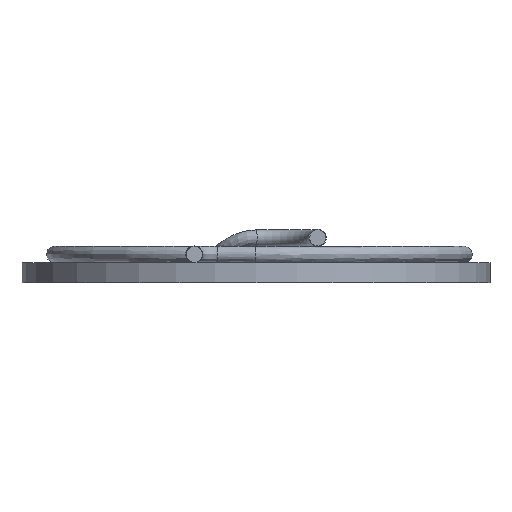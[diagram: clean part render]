
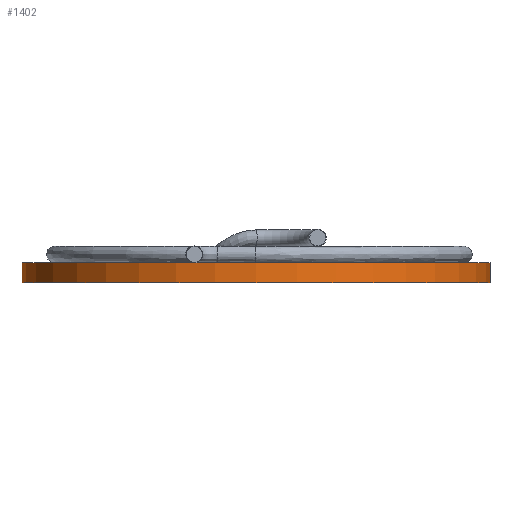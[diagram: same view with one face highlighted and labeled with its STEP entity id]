
A CAD part, front view. The second image highlights one B-rep face of the part: STEP entity #1402.
In plain terms, the highlighted cylindrical face has radius 35 mm (diameter 70 mm), a full revolution.
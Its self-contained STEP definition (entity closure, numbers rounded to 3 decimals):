
#179=CYLINDRICAL_SURFACE('',#1636,35.);
#375=ORIENTED_EDGE('',*,*,#795,.T.);
#376=ORIENTED_EDGE('',*,*,#735,.F.);
#735=EDGE_CURVE('',#945,#945,#1089,.T.);
#795=EDGE_CURVE('',#1005,#1005,#1090,.T.);
#945=VERTEX_POINT('',#1966);
#1005=VERTEX_POINT('',#2372);
#1089=CIRCLE('',#1635,35.);
#1090=CIRCLE('',#1637,35.);
#1114=EDGE_LOOP('',(#375));
#1115=EDGE_LOOP('',(#376));
#1230=FACE_BOUND('',#1114,.T.);
#1231=FACE_BOUND('',#1115,.T.);
#1402=ADVANCED_FACE('',(#1230,#1231),#179,.T.);
#1635=AXIS2_PLACEMENT_3D('',#1965,#1726,#1727);
#1636=AXIS2_PLACEMENT_3D('',#2370,#1728,#1729);
#1637=AXIS2_PLACEMENT_3D('',#2371,#1730,#1731);
#1726=DIRECTION('',(0.,0.,1.));
#1727=DIRECTION('',(1.,0.,0.));
#1728=DIRECTION('',(0.,0.,1.));
#1729=DIRECTION('',(1.,0.,0.));
#1730=DIRECTION('',(0.,0.,1.));
#1731=DIRECTION('',(1.,0.,0.));
#1965=CARTESIAN_POINT('',(0.,0.,-1.227));
#1966=CARTESIAN_POINT('',(35.,0.,-1.227));
#2370=CARTESIAN_POINT('',(0.,0.,-4.227));
#2371=CARTESIAN_POINT('',(0.,0.,-4.227));
#2372=CARTESIAN_POINT('',(35.,0.,-4.227));
